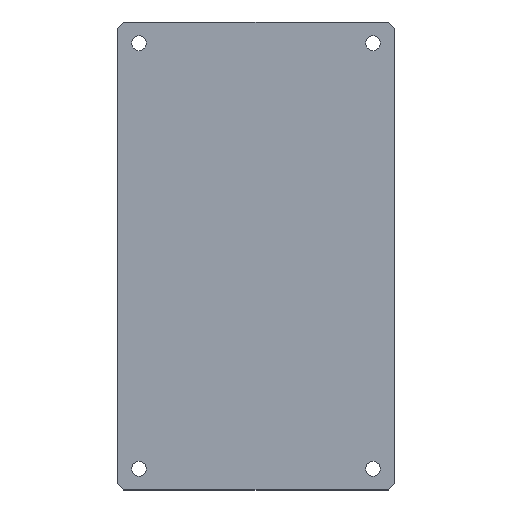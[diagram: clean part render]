
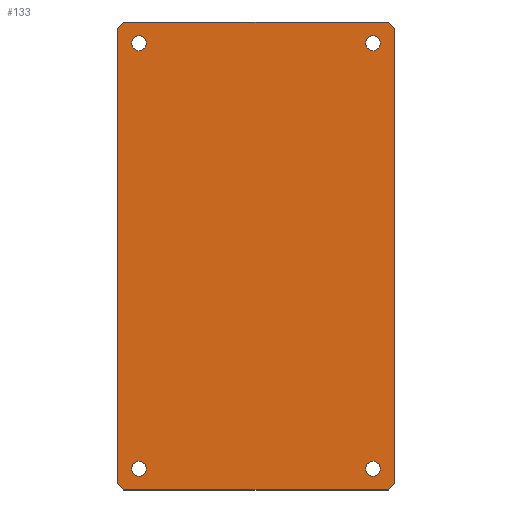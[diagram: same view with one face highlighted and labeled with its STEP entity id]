
A CAD part, top view. The second image highlights one B-rep face of the part: STEP entity #133.
In plain terms, the highlighted planar face has unit normal (0, 0, 1).
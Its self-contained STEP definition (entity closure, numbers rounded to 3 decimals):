
#99=FACE_BOUND('',#165,.T.);
#100=FACE_BOUND('',#166,.T.);
#101=FACE_BOUND('',#167,.T.);
#102=FACE_BOUND('',#168,.T.);
#103=FACE_BOUND('',#169,.T.);
#117=CIRCLE('',#360,3.5);
#118=CIRCLE('',#361,3.5);
#119=CIRCLE('',#362,3.5);
#120=CIRCLE('',#363,3.5);
#133=ADVANCED_FACE('',(#99,#100,#101,#102,#103),#147,.F.);
#147=PLANE('',#364);
#165=EDGE_LOOP('',(#215));
#166=EDGE_LOOP('',(#216));
#167=EDGE_LOOP('',(#217));
#168=EDGE_LOOP('',(#218));
#169=EDGE_LOOP('',(#219,#220,#221,#222,#223,#224,#225,#226));
#215=ORIENTED_EDGE('',*,*,#295,.T.);
#216=ORIENTED_EDGE('',*,*,#296,.T.);
#217=ORIENTED_EDGE('',*,*,#297,.T.);
#218=ORIENTED_EDGE('',*,*,#298,.T.);
#219=ORIENTED_EDGE('',*,*,#273,.F.);
#220=ORIENTED_EDGE('',*,*,#294,.F.);
#221=ORIENTED_EDGE('',*,*,#291,.F.);
#222=ORIENTED_EDGE('',*,*,#288,.F.);
#223=ORIENTED_EDGE('',*,*,#285,.F.);
#224=ORIENTED_EDGE('',*,*,#282,.F.);
#225=ORIENTED_EDGE('',*,*,#279,.F.);
#226=ORIENTED_EDGE('',*,*,#276,.F.);
#249=VERTEX_POINT('',#449);
#250=VERTEX_POINT('',#451);
#252=VERTEX_POINT('',#457);
#254=VERTEX_POINT('',#463);
#256=VERTEX_POINT('',#469);
#258=VERTEX_POINT('',#475);
#260=VERTEX_POINT('',#481);
#262=VERTEX_POINT('',#487);
#263=VERTEX_POINT('',#494);
#264=VERTEX_POINT('',#496);
#265=VERTEX_POINT('',#498);
#266=VERTEX_POINT('',#500);
#273=EDGE_CURVE('',#249,#250,#305,.T.);
#276=EDGE_CURVE('',#250,#252,#308,.T.);
#279=EDGE_CURVE('',#252,#254,#311,.T.);
#282=EDGE_CURVE('',#254,#256,#314,.T.);
#285=EDGE_CURVE('',#256,#258,#317,.T.);
#288=EDGE_CURVE('',#258,#260,#320,.T.);
#291=EDGE_CURVE('',#260,#262,#323,.T.);
#294=EDGE_CURVE('',#262,#249,#326,.T.);
#295=EDGE_CURVE('',#263,#263,#117,.T.);
#296=EDGE_CURVE('',#264,#264,#118,.T.);
#297=EDGE_CURVE('',#265,#265,#119,.T.);
#298=EDGE_CURVE('',#266,#266,#120,.T.);
#305=LINE('',#450,#329);
#308=LINE('',#456,#332);
#311=LINE('',#462,#335);
#314=LINE('',#468,#338);
#317=LINE('',#474,#341);
#320=LINE('',#480,#344);
#323=LINE('',#486,#347);
#326=LINE('',#491,#350);
#329=VECTOR('',#378,1.);
#332=VECTOR('',#383,1.);
#335=VECTOR('',#388,1.);
#338=VECTOR('',#393,1.);
#341=VECTOR('',#398,1.);
#344=VECTOR('',#403,1.);
#347=VECTOR('',#408,1.);
#350=VECTOR('',#413,1.);
#360=AXIS2_PLACEMENT_3D('',#493,#416,#417);
#361=AXIS2_PLACEMENT_3D('',#495,#418,#419);
#362=AXIS2_PLACEMENT_3D('',#497,#420,#421);
#363=AXIS2_PLACEMENT_3D('',#499,#422,#423);
#364=AXIS2_PLACEMENT_3D('',#501,#424,#425);
#378=DIRECTION('',(0.,1.,0.));
#383=DIRECTION('',(0.707,0.707,0.));
#388=DIRECTION('',(1.,0.,0.));
#393=DIRECTION('',(0.707,-0.707,0.));
#398=DIRECTION('',(0.,-1.,0.));
#403=DIRECTION('',(-0.707,-0.707,0.));
#408=DIRECTION('',(-1.,0.,0.));
#413=DIRECTION('',(-0.707,0.707,0.));
#416=DIRECTION('',(0.,0.,-1.));
#417=DIRECTION('',(-1.,0.,0.));
#418=DIRECTION('',(0.,0.,-1.));
#419=DIRECTION('',(-1.,0.,0.));
#420=DIRECTION('',(0.,0.,-1.));
#421=DIRECTION('',(-1.,0.,0.));
#422=DIRECTION('',(0.,0.,-1.));
#423=DIRECTION('',(-1.,0.,0.));
#424=DIRECTION('',(0.,0.,-1.));
#425=DIRECTION('',(-1.,0.,0.));
#449=CARTESIAN_POINT('',(-305.825,283.917,2.));
#450=CARTESIAN_POINT('',(-305.825,283.917,2.));
#451=CARTESIAN_POINT('',(-305.825,498.26,2.));
#456=CARTESIAN_POINT('',(-305.825,498.26,2.));
#457=CARTESIAN_POINT('',(-302.997,501.089,2.));
#462=CARTESIAN_POINT('',(-302.997,501.089,2.));
#463=CARTESIAN_POINT('',(-178.654,501.089,2.));
#468=CARTESIAN_POINT('',(-178.654,501.089,2.));
#469=CARTESIAN_POINT('',(-175.825,498.26,2.));
#474=CARTESIAN_POINT('',(-175.825,498.26,2.));
#475=CARTESIAN_POINT('',(-175.825,283.917,2.));
#480=CARTESIAN_POINT('',(-175.825,283.917,2.));
#481=CARTESIAN_POINT('',(-178.654,281.089,2.));
#486=CARTESIAN_POINT('',(-178.654,281.089,2.));
#487=CARTESIAN_POINT('',(-302.997,281.089,2.));
#491=CARTESIAN_POINT('',(-302.997,281.089,2.));
#493=CARTESIAN_POINT('',(-185.825,491.089,2.));
#494=CARTESIAN_POINT('',(-189.325,491.089,2.));
#495=CARTESIAN_POINT('',(-295.825,491.089,2.));
#496=CARTESIAN_POINT('',(-299.325,491.089,2.));
#497=CARTESIAN_POINT('',(-295.825,291.089,2.));
#498=CARTESIAN_POINT('',(-299.325,291.089,2.));
#499=CARTESIAN_POINT('',(-185.825,291.089,2.));
#500=CARTESIAN_POINT('',(-189.325,291.089,2.));
#501=CARTESIAN_POINT('',(0.,0.,2.));
